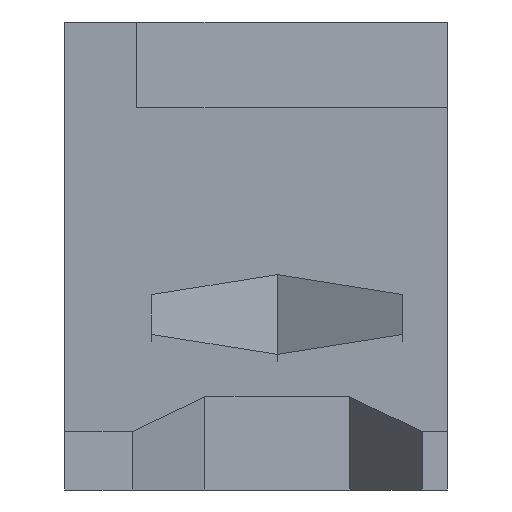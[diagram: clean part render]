
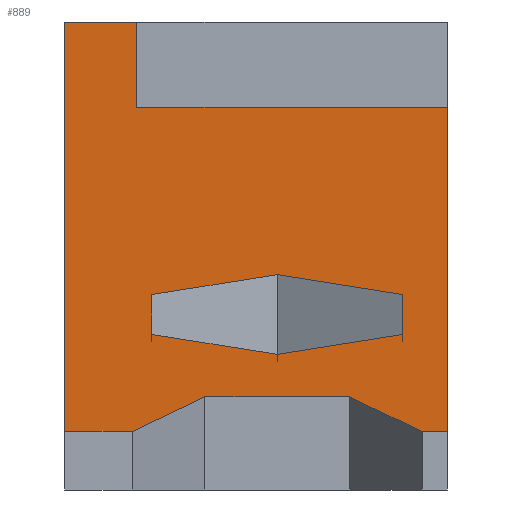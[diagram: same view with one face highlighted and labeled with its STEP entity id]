
A CAD part, left-side view. The second image highlights one B-rep face of the part: STEP entity #889.
In plain terms, the highlighted planar face has unit normal (-0.265, 0, 0.964).
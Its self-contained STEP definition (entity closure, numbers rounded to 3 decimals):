
#35=FACE_BOUND('',#154,.T.);
#93=FACE_OUTER_BOUND('',#153,.T.);
#153=EDGE_LOOP('',(#782,#783,#784,#785,#786,#787,#788,#789,#790,#791));
#154=EDGE_LOOP('',(#792,#793,#794,#795,#796,#797));
#186=LINE('',#1245,#291);
#189=LINE('',#1258,#294);
#196=LINE('',#1272,#301);
#200=LINE('',#1278,#305);
#208=LINE('',#1294,#313);
#211=LINE('',#1305,#316);
#212=LINE('',#1308,#317);
#214=LINE('',#1313,#319);
#218=LINE('',#1321,#323);
#221=LINE('',#1327,#326);
#224=LINE('',#1333,#329);
#227=LINE('',#1339,#332);
#230=LINE('',#1344,#335);
#232=LINE('',#1351,#337);
#234=LINE('',#1355,#339);
#236=LINE('',#1358,#341);
#291=VECTOR('',#1009,10.);
#294=VECTOR('',#1020,10.);
#301=VECTOR('',#1031,10.);
#305=VECTOR('',#1037,10.);
#313=VECTOR('',#1047,10.);
#316=VECTOR('',#1058,10.);
#317=VECTOR('',#1061,10.);
#319=VECTOR('',#1065,10.);
#323=VECTOR('',#1071,10.);
#326=VECTOR('',#1076,10.);
#329=VECTOR('',#1081,10.);
#332=VECTOR('',#1086,10.);
#335=VECTOR('',#1091,10.);
#337=VECTOR('',#1099,10.);
#339=VECTOR('',#1103,10.);
#341=VECTOR('',#1107,10.);
#396=VERTEX_POINT('',#1242);
#397=VERTEX_POINT('',#1244);
#402=VERTEX_POINT('',#1256);
#403=VERTEX_POINT('',#1257);
#408=VERTEX_POINT('',#1271);
#416=VERTEX_POINT('',#1293);
#420=VERTEX_POINT('',#1303);
#421=VERTEX_POINT('',#1307);
#422=VERTEX_POINT('',#1311);
#423=VERTEX_POINT('',#1312);
#426=VERTEX_POINT('',#1320);
#428=VERTEX_POINT('',#1326);
#430=VERTEX_POINT('',#1332);
#432=VERTEX_POINT('',#1338);
#435=VERTEX_POINT('',#1350);
#436=VERTEX_POINT('',#1354);
#481=EDGE_CURVE('',#396,#397,#186,.T.);
#487=EDGE_CURVE('',#402,#403,#189,.T.);
#494=EDGE_CURVE('',#403,#408,#196,.T.);
#498=EDGE_CURVE('',#397,#408,#200,.T.);
#506=EDGE_CURVE('',#402,#416,#208,.T.);
#512=EDGE_CURVE('',#396,#420,#211,.T.);
#513=EDGE_CURVE('',#421,#416,#212,.T.);
#515=EDGE_CURVE('',#422,#423,#214,.T.);
#519=EDGE_CURVE('',#423,#426,#218,.T.);
#522=EDGE_CURVE('',#426,#428,#221,.T.);
#525=EDGE_CURVE('',#428,#430,#224,.T.);
#528=EDGE_CURVE('',#432,#422,#227,.T.);
#531=EDGE_CURVE('',#430,#432,#230,.T.);
#534=EDGE_CURVE('',#420,#435,#232,.T.);
#536=EDGE_CURVE('',#435,#436,#234,.T.);
#538=EDGE_CURVE('',#436,#421,#236,.T.);
#782=ORIENTED_EDGE('',*,*,#494,.T.);
#783=ORIENTED_EDGE('',*,*,#498,.F.);
#784=ORIENTED_EDGE('',*,*,#481,.F.);
#785=ORIENTED_EDGE('',*,*,#512,.T.);
#786=ORIENTED_EDGE('',*,*,#534,.T.);
#787=ORIENTED_EDGE('',*,*,#536,.T.);
#788=ORIENTED_EDGE('',*,*,#538,.T.);
#789=ORIENTED_EDGE('',*,*,#513,.T.);
#790=ORIENTED_EDGE('',*,*,#506,.F.);
#791=ORIENTED_EDGE('',*,*,#487,.T.);
#792=ORIENTED_EDGE('',*,*,#525,.T.);
#793=ORIENTED_EDGE('',*,*,#531,.T.);
#794=ORIENTED_EDGE('',*,*,#528,.T.);
#795=ORIENTED_EDGE('',*,*,#515,.T.);
#796=ORIENTED_EDGE('',*,*,#519,.T.);
#797=ORIENTED_EDGE('',*,*,#522,.T.);
#849=PLANE('',#967);
#889=ADVANCED_FACE('',(#93,#35),#849,.F.);
#967=AXIS2_PLACEMENT_3D('',#1436,#1183,#1184);
#1009=DIRECTION('',(0.964,0.,0.265));
#1020=DIRECTION('',(0.,1.,0.));
#1031=DIRECTION('',(0.964,0.,0.265));
#1037=DIRECTION('',(0.,-1.,0.));
#1047=DIRECTION('',(-0.964,0.,-0.265));
#1058=DIRECTION('',(0.,-1.,0.));
#1061=DIRECTION('',(0.,-1.,0.));
#1065=DIRECTION('',(-0.495,0.858,-0.136));
#1071=DIRECTION('',(0.495,0.858,0.136));
#1076=DIRECTION('',(0.964,0.,0.265));
#1081=DIRECTION('',(0.495,-0.858,0.136));
#1086=DIRECTION('',(-0.964,0.,-0.265));
#1091=DIRECTION('',(-0.495,-0.858,-0.136));
#1099=DIRECTION('',(0.842,-0.486,0.232));
#1103=DIRECTION('',(0.,-1.,0.));
#1107=DIRECTION('',(-0.842,-0.486,-0.232));
#1183=DIRECTION('center_axis',(0.265,0.,-0.964));
#1184=DIRECTION('ref_axis',(-0.964,0.,-0.265));
#1242=CARTESIAN_POINT('',(5.,9.,1.375));
#1244=CARTESIAN_POINT('',(40.,9.,11.));
#1245=CARTESIAN_POINT('',(96.467,9.,26.528));
#1256=CARTESIAN_POINT('',(32.727,0.,9.));
#1257=CARTESIAN_POINT('',(32.727,7.3,9.));
#1258=CARTESIAN_POINT('',(32.727,0.,9.));
#1271=CARTESIAN_POINT('',(40.,7.3,11.));
#1272=CARTESIAN_POINT('',(40.337,7.3,11.093));
#1278=CARTESIAN_POINT('',(40.,2.25,11.));
#1293=CARTESIAN_POINT('',(5.,0.,1.375));
#1294=CARTESIAN_POINT('',(20.,0.,5.5));
#1303=CARTESIAN_POINT('',(5.,7.406,1.375));
#1305=CARTESIAN_POINT('',(5.,0.,1.375));
#1307=CARTESIAN_POINT('',(5.,0.594,1.375));
#1308=CARTESIAN_POINT('',(5.,0.,1.375));
#1311=CARTESIAN_POINT('',(13.297,1.05,3.657));
#1312=CARTESIAN_POINT('',(11.594,4.,3.188));
#1313=CARTESIAN_POINT('',(17.291,-5.869,4.755));
#1320=CARTESIAN_POINT('',(13.297,6.95,3.657));
#1321=CARTESIAN_POINT('',(14.756,9.477,4.058));
#1326=CARTESIAN_POINT('',(16.703,6.95,4.593));
#1327=CARTESIAN_POINT('',(27.587,6.95,7.586));
#1332=CARTESIAN_POINT('',(18.406,4.,5.062));
#1333=CARTESIAN_POINT('',(21.47,-1.307,5.904));
#1338=CARTESIAN_POINT('',(16.703,1.05,4.593));
#1339=CARTESIAN_POINT('',(29.171,1.05,8.022));
#1344=CARTESIAN_POINT('',(20.606,7.81,5.667));
#1350=CARTESIAN_POINT('',(7.95,5.703,2.186));
#1351=CARTESIAN_POINT('',(20.817,-1.725,5.725));
#1354=CARTESIAN_POINT('',(7.95,2.297,2.186));
#1355=CARTESIAN_POINT('',(7.95,2.852,2.186));
#1358=CARTESIAN_POINT('',(20.573,9.585,5.658));
#1436=CARTESIAN_POINT('Origin',(40.,0.,11.));
